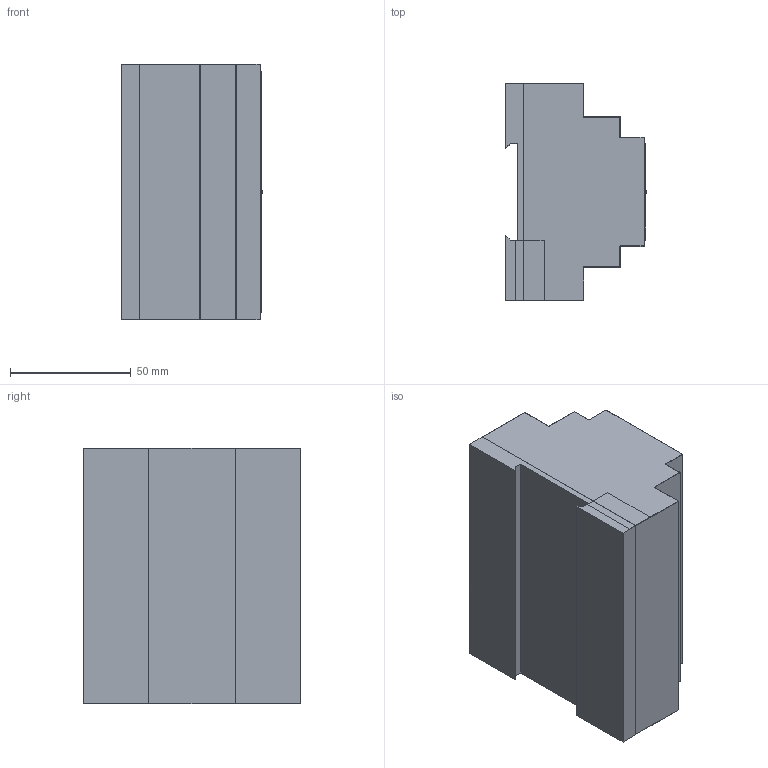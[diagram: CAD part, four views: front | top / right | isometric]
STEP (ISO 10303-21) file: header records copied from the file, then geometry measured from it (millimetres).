
FILE_DESCRIPTION (( 'STEP AP203' ), '1' );
FILE_NAME ('捚秫.STEP', '2022-08-01T08:23:20', ( '' ), ( '' ), 'SwSTEP 2.0', 'SolidWorks 2010', '' );
FILE_SCHEMA (( 'CONFIG_CONTROL_DESIGN' ));
Length unit declared in the file: millimetre
Products named in the file (1): 捚秫
Bounding box: 58.4 x 90 x 106 mm (x, y, z)
Surface area: 46479.2 mm2 (no closed solid volume)
Topology: 0 solids, 79 shells, 178 faces, 1549 edges, 1441 vertices
Faces by surface type: plane 137, cylinder 30, bspline 9, sphere 2
Entity records: 21560 total; most frequent: CARTESIAN_POINT 11586, ORIENTED_EDGE 1696, EDGE_CURVE 1549, DIRECTION 1471, VERTEX_POINT 1441, LINE 963, VECTOR 963, B_SPLINE_CURVE_WITH_KNOTS 498
